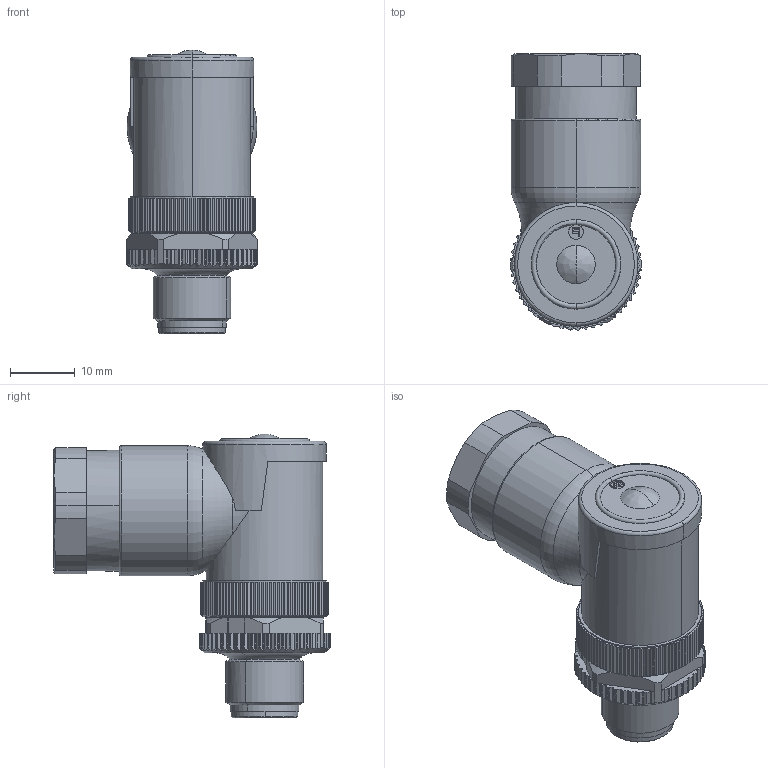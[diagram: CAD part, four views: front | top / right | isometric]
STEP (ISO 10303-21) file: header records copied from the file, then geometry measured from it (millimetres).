
FILE_DESCRIPTION(('CATIA V5 STEP Exchange','CAx-IF Rec.Pracs.--- Model Styling and Organization---1.5--- 2016-08-15','CAx-IF Rec.Pracs.---Supplemental Geometry---1.0---2011-11-01','CAx-IF Rec.Pracs.--- Composite Materials ---1.1---2010-07-15'),'2;1');
FILE_NAME ('023126-1_1', '2025-11-14T08:08:21+00:00', ('none'), ('Weidmueller'), 'CATIA Version 5-6 Release 2024 SP4', 'CATIA V5 STEP AP214 v3', 'none');
FILE_SCHEMA(('AUTOMOTIVE_DESIGN { 1 0 10303 214 1 1 1 1 }'));
Length unit declared in the file: millimetre
Products named in the file (1): 1837560000
Bounding box: 20.2 x 42.54 x 43.7 mm (x, y, z)
Volume: 16741.8 mm3; surface area: 5996.1 mm2
Topology: 1 solids, 1 shells, 787 faces, 2263 edges, 1480 vertices
Faces by surface type: plane 389, cylinder 328, cone 32, sphere 22, torus 14, bspline 2
Entity records: 27710 total; most frequent: CARTESIAN_POINT 8247, ORIENTED_EDGE 4478, DIRECTION 3069, EDGE_CURVE 2239, VERTEX_POINT 1480, AXIS2_PLACEMENT_3D 1212, VECTOR 1085, LINE 1085
